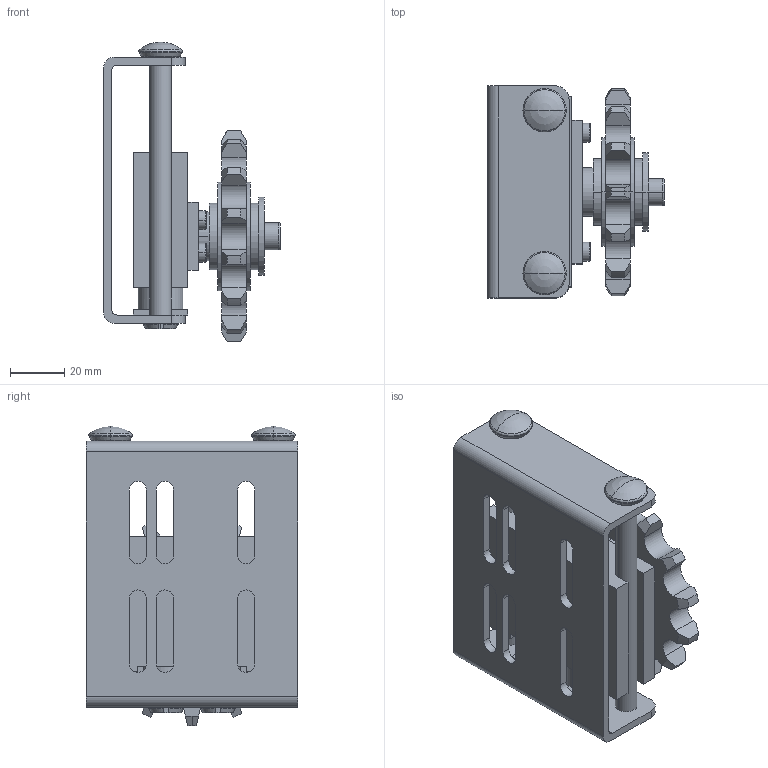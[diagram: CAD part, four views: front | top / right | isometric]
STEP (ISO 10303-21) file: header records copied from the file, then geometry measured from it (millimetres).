
FILE_DESCRIPTION(('STEP AP214'),'1');
FILE_NAME('cctmp_F8CF3B44-407B-46C9-961C-794C3FE05768_2023_7_12_8_57_58_871..stp','2023-07-12T06:57:59',('Murtfeldt Kunststoffe GmbH & Co.KG'),('CADClick - www.CADClick.com'),'Spatial InterOp 3D',' ','unknown authorization');
FILE_SCHEMA(('AUTOMOTIVE_DESIGN'));
Length unit declared in the file: millimetre
Products named in the file (1): 1
Bounding box: 65.15 x 78 x 110.35 mm (x, y, z)
Volume: 152310.2 mm3; surface area: 67985 mm2
Topology: 2 solids, 17 shells, 549 faces, 1380 edges, 888 vertices
Faces by surface type: plane 257, cylinder 174, cone 78, torus 36, sphere 4
Entity records: 20752 total; most frequent: CARTESIAN_POINT 2943, DIRECTION 2902, ORIENTED_EDGE 2720, EDGE_CURVE 1360, AXIS2_PLACEMENT_3D 1063, VERTEX_POINT 888, LINE 776, VECTOR 776
